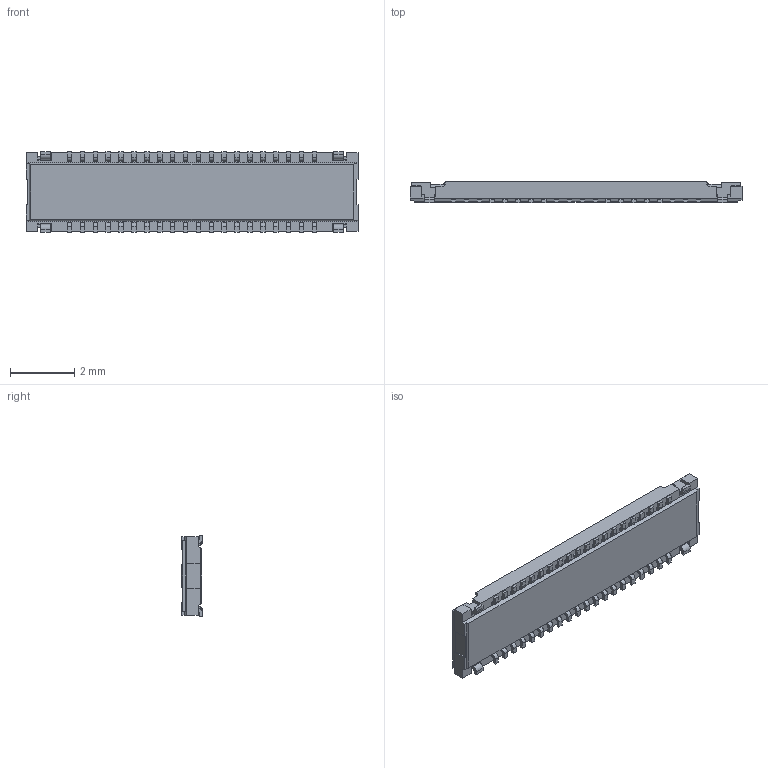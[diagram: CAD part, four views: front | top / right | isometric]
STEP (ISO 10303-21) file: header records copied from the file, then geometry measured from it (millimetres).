
FILE_DESCRIPTION((''),'2;1');
FILE_NAME('5055504020','2018-12-20T',('gga'),(''),'PRO/ENGINEER BY PARAMETRIC TECHNOLOGY CORPORATION, 2016010','PRO/ENGINEER BY PARAMETRIC TECHNOLOGY CORPORATION, 2016010','');
FILE_SCHEMA(('CONFIG_CONTROL_DESIGN'));
Length unit declared in the file: millimetre
Products named in the file (1): 5055504020
Bounding box: 10.3 x 0.66 x 2.5 mm (x, y, z)
Volume: 10.6 mm3; surface area: 100.4 mm2
Topology: 1 solids, 1 shells, 1393 faces, 4218 edges, 2860 vertices
Faces by surface type: plane 1051, cylinder 334, cone 4, torus 4
Entity records: 46911 total; most frequent: CARTESIAN_POINT 8340, ORIENTED_EDGE 8084, DIRECTION 7670, EDGE_CURVE 4042, VECTOR 3538, LINE 3538, VERTEX_POINT 2684, AXIS2_PLACEMENT_3D 2066
